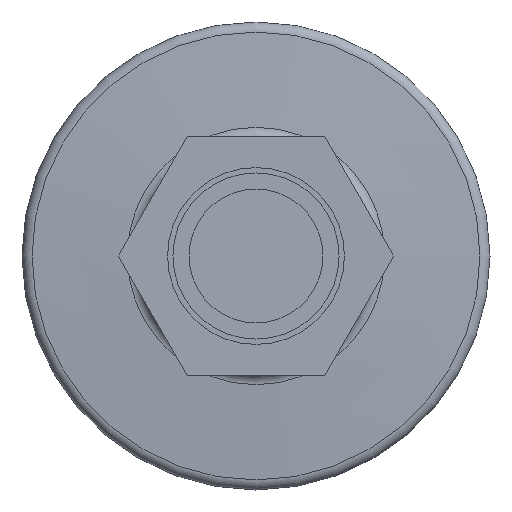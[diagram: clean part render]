
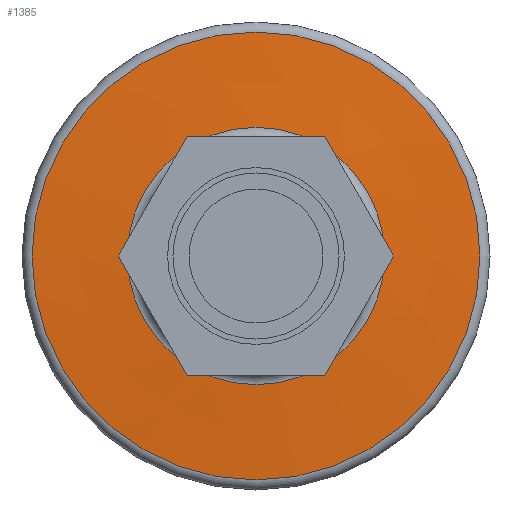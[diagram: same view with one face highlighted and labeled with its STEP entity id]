
A CAD part, front view. The second image highlights one B-rep face of the part: STEP entity #1385.
In plain terms, the highlighted conical face has half-angle 86.281 degrees and reference radius 32.92 mm.
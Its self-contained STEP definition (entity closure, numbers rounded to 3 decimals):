
#16=CONICAL_SURFACE('',#1551,32.92,86.281);
#248=FACE_BOUND('',#565,.T.);
#360=FACE_OUTER_BOUND('',#564,.T.);
#564=EDGE_LOOP('',(#1098));
#565=EDGE_LOOP('',(#1099));
#639=CIRCLE('',#1550,41.82);
#640=CIRCLE('',#1552,24.02);
#755=VERTEX_POINT('',#3644);
#756=VERTEX_POINT('',#3647);
#877=EDGE_CURVE('',#755,#755,#639,.T.);
#878=EDGE_CURVE('',#756,#756,#640,.T.);
#1098=ORIENTED_EDGE('',*,*,#877,.T.);
#1099=ORIENTED_EDGE('',*,*,#878,.F.);
#1385=ADVANCED_FACE('',(#360,#248),#16,.T.);
#1550=AXIS2_PLACEMENT_3D('',#3645,#1895,#1896);
#1551=AXIS2_PLACEMENT_3D('',#3646,#1897,#1898);
#1552=AXIS2_PLACEMENT_3D('',#3648,#1899,#1900);
#1895=DIRECTION('center_axis',(0.,-1.,0.));
#1896=DIRECTION('ref_axis',(1.,0.,0.));
#1897=DIRECTION('center_axis',(0.,1.,0.));
#1898=DIRECTION('ref_axis',(1.,0.,0.));
#1899=DIRECTION('center_axis',(0.,-1.,0.));
#1900=DIRECTION('ref_axis',(1.,0.,0.));
#3644=CARTESIAN_POINT('',(41.82,54.448,0.));
#3645=CARTESIAN_POINT('Origin',(0.,54.448,
0.));
#3646=CARTESIAN_POINT('Origin',(0.,53.87,0.));
#3647=CARTESIAN_POINT('',(24.02,53.292,0.));
#3648=CARTESIAN_POINT('Origin',(0.,53.292,
0.));
